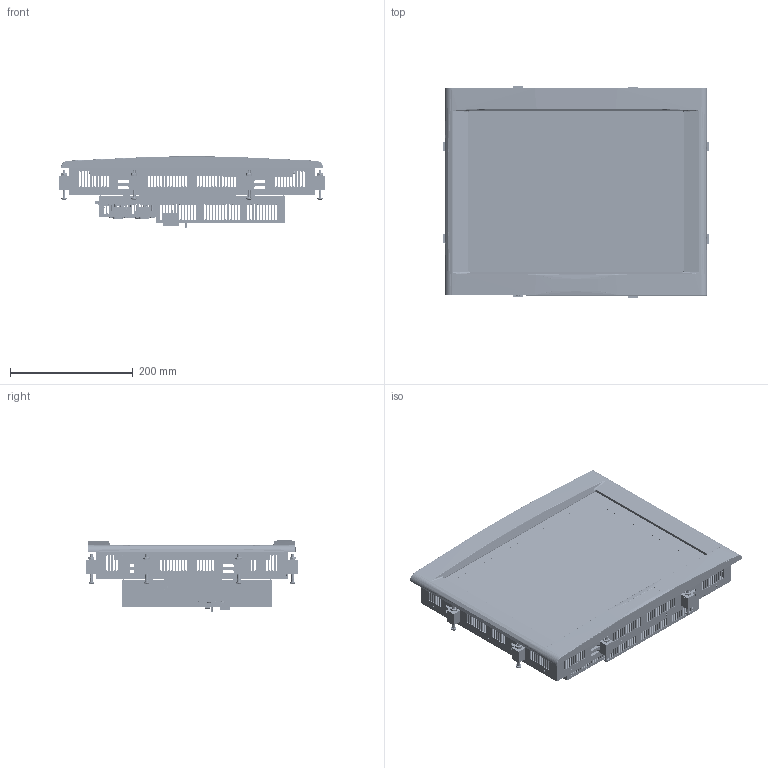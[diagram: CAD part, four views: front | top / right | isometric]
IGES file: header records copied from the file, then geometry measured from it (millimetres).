
Start section:  PTC IGES file: 15_PowerStation.igs
Global section: file name: 15_PowerStation.igs; native system: Pro/ENGINEER by Parametric Technology Corporation; preprocessor: 2008070; author: jb17719; organization: Unknown; date: 20110720.121553; units: inch
Bounding box: 432.37 x 343.48 x 116.08 mm (x, y, z)
Volume: 2392733.6 mm3; surface area: 1223792.3 mm2
Topology: 25 solids, 27 shells, 5934 faces, 16392 edges, 10742 vertices
Faces by surface type: bspline 5934
